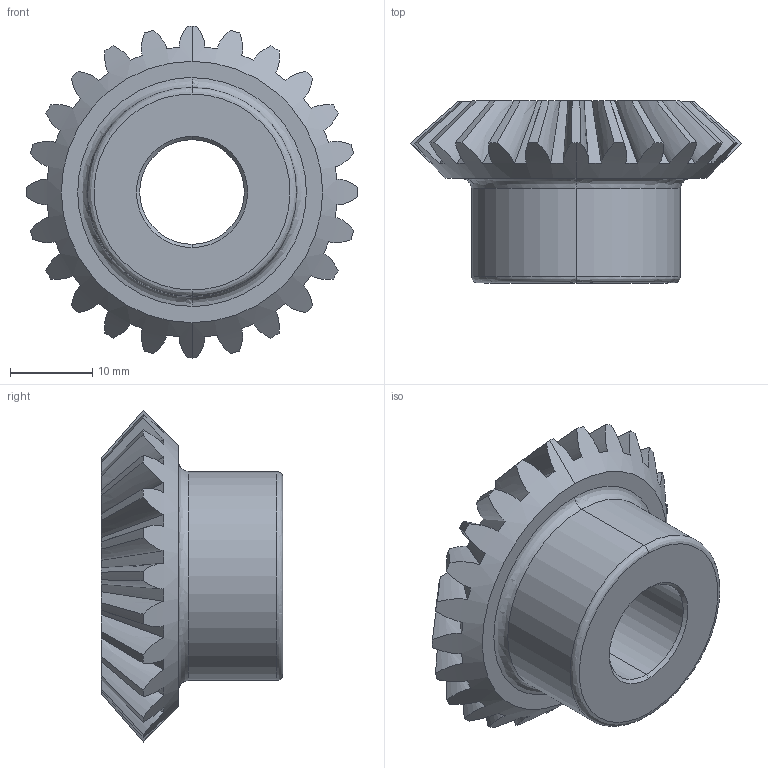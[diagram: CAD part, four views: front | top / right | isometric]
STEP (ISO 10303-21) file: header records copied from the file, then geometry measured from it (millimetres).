
FILE_DESCRIPTION (( 'STEP AP203' ), '1' );
FILE_NAME ('6529K16.step', '2015-09-21T21:53:06', ( '' ), ( '' ), 'SwSTEP 2.0', 'SolidWorks 2010', '' );
FILE_SCHEMA (( 'CONFIG_CONTROL_DESIGN' ));
Length unit declared in the file: inch
Products named in the file (1): 6529K16
Bounding box: 40.34 x 22.1 x 40.35 mm (x, y, z)
Volume: 11567.3 mm3; surface area: 5150 mm2
Topology: 1 solids, 1 shells, 114 faces, 324 edges, 213 vertices
Faces by surface type: bspline 76, cone 31, cylinder 4, plane 3
Entity records: 8138 total; most frequent: CARTESIAN_POINT 5648, ORIENTED_EDGE 648, EDGE_CURVE 324, DIRECTION 275, VERTEX_POINT 213, B_SPLINE_CURVE_WITH_KNOTS 194, EDGE_LOOP 117, FACE_OUTER_BOUND 114
